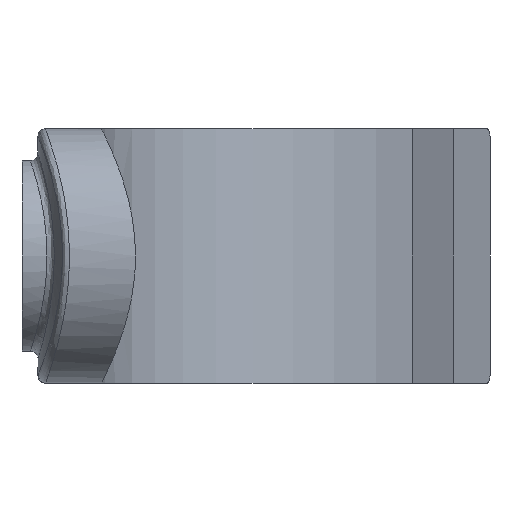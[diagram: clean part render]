
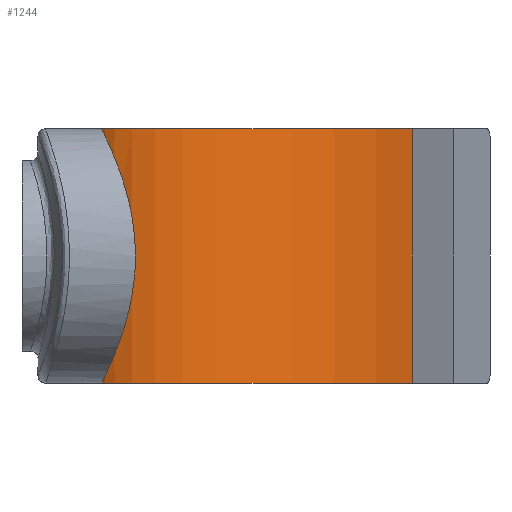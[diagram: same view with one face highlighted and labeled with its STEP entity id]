
A CAD part, left-side view. The second image highlights one B-rep face of the part: STEP entity #1244.
In plain terms, the highlighted cylindrical face has radius 50.8 mm (diameter 101.6 mm), a partial arc.
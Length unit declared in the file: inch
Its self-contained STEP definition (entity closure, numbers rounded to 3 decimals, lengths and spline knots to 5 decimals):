
#179=PLANE('',#182);
#180=CARTESIAN_POINT('',(-0.59948,1.82583,2.06494));
#181=DIRECTION('',(0.,0.,-1.));
#182=AXIS2_PLACEMENT_3D('',#180,#181,$);
#199=CYLINDRICAL_SURFACE('',#203,1.);
#200=CARTESIAN_POINT('',(0.40052,1.54621,1.06494));
#201=DIRECTION('',(0.,1.,0.));
#202=DIRECTION('',(-0.707,0.,0.707));
#203=AXIS2_PLACEMENT_3D('',#200,#201,#202);
#232=PLANE('',#235);
#233=CARTESIAN_POINT('',(1.47975,0.11119,0.06494));
#234=DIRECTION('',(0.,0.,1.));
#235=AXIS2_PLACEMENT_3D('',#233,#234,$);
#245=CYLINDRICAL_SURFACE('',#249,2.);
#246=CARTESIAN_POINT('',(0.40052,-0.46546,0.06494));
#247=DIRECTION('',(0.,0.,1.));
#248=DIRECTION('',(-2.,0.,0.));
#249=AXIS2_PLACEMENT_3D('',#246,#247,#248);
#250=CIRCLE('',#251,2.);
#251=AXIS2_PLACEMENT_3D('',#252,#253,#254);
#252=CARTESIAN_POINT('',(0.40052,-0.46546,2.06494));
#253=DIRECTION('',(0.,0.,1.));
#254=DIRECTION('',(-2.,0.,0.));
#255=PLANE('',#258);
#256=CARTESIAN_POINT('',(2.1921,-0.91215,0.06494));
#257=DIRECTION('',(0.242,0.97,0.));
#258=AXIS2_PLACEMENT_3D('',#256,#257,$);
#295=CIRCLE('',#296,2.);
#296=AXIS2_PLACEMENT_3D('',#297,#298,#299);
#297=CARTESIAN_POINT('',(0.40052,-0.46546,0.06494));
#298=DIRECTION('',(0.,0.,-1.));
#299=DIRECTION('',(-2.,0.,0.));
#304=(
BOUNDED_CURVE()
B_SPLINE_CURVE(3,(#305,#306,#307,#308,#309,#310,#311,#312,#313,#314),.UNSPECIFIED.,
.F.,.F.)
B_SPLINE_CURVE_WITH_KNOTS((4,2,2,2,4),(0.03905,0.0488,
0.05855,0.06833,0.07811),.UNSPECIFIED.)
CURVE()
GEOMETRIC_REPRESENTATION_ITEM()
RATIONAL_B_SPLINE_CURVE((1.,1.,1.,1.,1.,1.,1.,1.,1.,1.))
REPRESENTATION_ITEM('')
);
#305=CARTESIAN_POINT('',(0.40052,1.53454,0.06494));
#306=CARTESIAN_POINT('',(0.27256,1.53454,0.06494));
#307=CARTESIAN_POINT('',(0.13757,1.52113,0.09098));
#308=CARTESIAN_POINT('',(-0.10822,1.4728,0.19378));
#309=CARTESIAN_POINT('',(-0.21918,1.43841,0.27042));
#310=CARTESIAN_POINT('',(-0.39424,1.37224,0.44548));
#311=CARTESIAN_POINT('',(-0.47071,1.33574,0.55636));
#312=CARTESIAN_POINT('',(-0.57337,1.28236,0.8018));
#313=CARTESIAN_POINT('',(-0.59948,1.26659,0.93664));
#314=CARTESIAN_POINT('',(-0.59948,1.26659,1.06494));
#315=(
BOUNDED_CURVE()
B_SPLINE_CURVE(3,(#316,#317,#318,#319,#320,#321,#322,#323,#324,#325),.UNSPECIFIED.,
.F.,.F.)
B_SPLINE_CURVE_WITH_KNOTS((4,2,2,2,4),(0.15622,0.16599,
0.17577,0.18552,0.19527),.UNSPECIFIED.)
CURVE()
GEOMETRIC_REPRESENTATION_ITEM()
RATIONAL_B_SPLINE_CURVE((1.,1.,1.,1.,1.,1.,1.,1.,1.,1.))
REPRESENTATION_ITEM('')
);
#316=CARTESIAN_POINT('',(-0.59948,1.26659,1.06494));
#317=CARTESIAN_POINT('',(-0.59948,1.26659,1.19325));
#318=CARTESIAN_POINT('',(-0.57337,1.28236,1.32808));
#319=CARTESIAN_POINT('',(-0.47071,1.33574,1.57352));
#320=CARTESIAN_POINT('',(-0.39424,1.37224,1.6844));
#321=CARTESIAN_POINT('',(-0.21918,1.43841,1.85946));
#322=CARTESIAN_POINT('',(-0.10822,1.4728,1.93611));
#323=CARTESIAN_POINT('',(0.13757,1.52113,2.03891));
#324=CARTESIAN_POINT('',(0.27256,1.53454,2.06494));
#325=CARTESIAN_POINT('',(0.40052,1.53454,2.06494));
#326=LINE('',#328,#329);
#327=DIRECTION('',(0.,0.,1.));
#328=CARTESIAN_POINT('',(2.34111,-0.9493,0.06494));
#329=VECTOR('',#327,1.);
#330=CYLINDRICAL_SURFACE('',#334,0.4375);
#331=CARTESIAN_POINT('',(0.40052,2.15954,1.06494));
#332=DIRECTION('',(0.,-1.,0.));
#333=DIRECTION('',(-0.438,0.,0.));
#334=AXIS2_PLACEMENT_3D('',#331,#332,#333);
#335=(
BOUNDED_CURVE()
B_SPLINE_CURVE(3,(#336,#337,#338,#339,#340,#341,#342,#343,#344,#345,#346,
#347,#348,#349,#350,#351,#352,#353,#354,#355,#356,#357,#358,#359,#360,#361,
#362,#363,#364,#365,#366,#367,#368,#369),.UNSPECIFIED.,.T.,.F.)
B_SPLINE_CURVE_WITH_KNOTS((4,2,2,2,2,2,2,2,2,2,2,2,2,2,2,2,4),(0.,0.0042,
0.0084,0.0126,0.0168,0.021,
0.0252,0.0294,0.0336,0.03781,
0.04201,0.04621,0.05041,0.05461,
0.05881,0.06301,0.06721),.UNSPECIFIED.)
CURVE()
GEOMETRIC_REPRESENTATION_ITEM()
RATIONAL_B_SPLINE_CURVE((1.,1.,1.,1.,1.,1.,1.,1.,1.,1.,1.,1.,1.,1.,1.,1.,
1.,1.,1.,1.,1.,1.,1.,1.,1.,1.,1.,1.,1.,1.,1.,1.,1.,1.))
REPRESENTATION_ITEM('')
);
#336=CARTESIAN_POINT('',(0.83802,1.4861,1.06494));
#337=CARTESIAN_POINT('',(0.83802,1.4861,1.00981));
#338=CARTESIAN_POINT('',(0.82696,1.4887,0.95114));
#339=CARTESIAN_POINT('',(0.78227,1.49788,0.8434));
#340=CARTESIAN_POINT('',(0.74862,1.5044,0.79433));
#341=CARTESIAN_POINT('',(0.67114,1.51653,0.71684));
#342=CARTESIAN_POINT('',(0.62206,1.52298,0.6832));
#343=CARTESIAN_POINT('',(0.51432,1.53201,0.6385));
#344=CARTESIAN_POINT('',(0.45564,1.53454,0.62744));
#345=CARTESIAN_POINT('',(0.3454,1.53454,0.62744));
#346=CARTESIAN_POINT('',(0.28672,1.53201,0.6385));
#347=CARTESIAN_POINT('',(0.17897,1.52298,0.6832));
#348=CARTESIAN_POINT('',(0.1299,1.51653,0.71684));
#349=CARTESIAN_POINT('',(0.05242,1.5044,0.79433));
#350=CARTESIAN_POINT('',(0.01877,1.49788,0.8434));
#351=CARTESIAN_POINT('',(-0.02592,1.4887,0.95114));
#352=CARTESIAN_POINT('',(-0.03698,1.4861,1.00981));
#353=CARTESIAN_POINT('',(-0.03698,1.4861,1.12007));
#354=CARTESIAN_POINT('',(-0.02592,1.4887,1.17874));
#355=CARTESIAN_POINT('',(0.01877,1.49788,1.28648));
#356=CARTESIAN_POINT('',(0.05242,1.5044,1.33556));
#357=CARTESIAN_POINT('',(0.1299,1.51653,1.41304));
#358=CARTESIAN_POINT('',(0.17897,1.52298,1.44669));
#359=CARTESIAN_POINT('',(0.28672,1.53201,1.49139));
#360=CARTESIAN_POINT('',(0.3454,1.53454,1.50244));
#361=CARTESIAN_POINT('',(0.45564,1.53454,1.50244));
#362=CARTESIAN_POINT('',(0.51432,1.53201,1.49139));
#363=CARTESIAN_POINT('',(0.62206,1.52298,1.44669));
#364=CARTESIAN_POINT('',(0.67114,1.51653,1.41304));
#365=CARTESIAN_POINT('',(0.74862,1.5044,1.33556));
#366=CARTESIAN_POINT('',(0.78227,1.49788,1.28648));
#367=CARTESIAN_POINT('',(0.82696,1.4887,1.17874));
#368=CARTESIAN_POINT('',(0.83802,1.4861,1.12007));
#369=CARTESIAN_POINT('',(0.83802,1.4861,1.06494));
#1137=VERTEX_POINT('',#1138);
#1138=CARTESIAN_POINT('',(0.40052,1.53454,2.06494));
#1140=EDGE_CURVE('',#1142,#1137,#1141,.T.);
#1141=INTERSECTION_CURVE('',#250,(#179,#245),.CURVE_3D.);
#1142=VERTEX_POINT('',#1143);
#1143=CARTESIAN_POINT('',(2.34111,-0.9493,2.06494));
#1220=VERTEX_POINT('',#1221);
#1221=CARTESIAN_POINT('',(2.34111,-0.9493,0.06494));
#1223=EDGE_CURVE('',#1225,#1220,#1224,.T.);
#1224=INTERSECTION_CURVE('',#295,(#232,#245),.CURVE_3D.);
#1225=VERTEX_POINT('',#1226);
#1226=CARTESIAN_POINT('',(0.40052,1.53454,0.06494));
#1236=EDGE_CURVE('',#1225,#1238,#1237,.T.);
#1237=INTERSECTION_CURVE('',#304,(#199,#245),.CURVE_3D.);
#1238=VERTEX_POINT('',#1239);
#1239=CARTESIAN_POINT('',(-0.59948,1.26659,1.06494));
#1241=EDGE_CURVE('',#1238,#1137,#1242,.T.);
#1242=INTERSECTION_CURVE('',#315,(#199,#245),.CURVE_3D.);
#1244=ADVANCED_FACE('',(#1245,#1254),#245,.F.);
#1245=FACE_BOUND('',#1246,.T.);
#1246=EDGE_LOOP('',(#1247,#1248,#1249,#1252,#1253));
#1247=ORIENTED_EDGE('',*,*,#1236,.F.);
#1248=ORIENTED_EDGE('',*,*,#1223,.T.);
#1249=ORIENTED_EDGE('',*,*,#1250,.T.);
#1250=EDGE_CURVE('',#1220,#1142,#1251,.T.);
#1251=INTERSECTION_CURVE('',#326,(#245,#255),.CURVE_3D.);
#1252=ORIENTED_EDGE('',*,*,#1140,.T.);
#1253=ORIENTED_EDGE('',*,*,#1241,.F.);
#1254=FACE_BOUND('',#1255,.T.);
#1255=EDGE_LOOP('',(#1256));
#1256=ORIENTED_EDGE('',*,*,#1257,.T.);
#1257=EDGE_CURVE('',#1259,#1259,#1258,.T.);
#1258=INTERSECTION_CURVE('',#335,(#245,#330),.CURVE_3D.);
#1259=VERTEX_POINT('',#1260);
#1260=CARTESIAN_POINT('',(0.83802,1.4861,1.06494));
